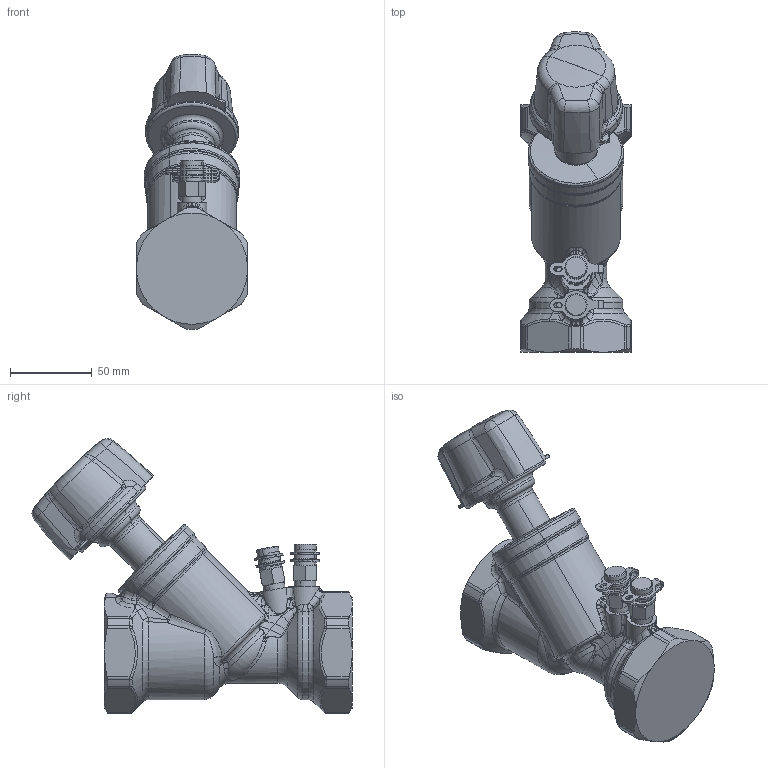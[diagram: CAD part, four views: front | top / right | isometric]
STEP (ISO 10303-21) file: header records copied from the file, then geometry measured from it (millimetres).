
FILE_DESCRIPTION(('CATIA V5 STEP Exchange'),'2;1');
FILE_NAME('STEP_130900_-_TST.stp','2017-06-08T09:07:00+00:00',('none'),('none'),'CATIA Version 5-6 Release 2014 SP5','CATIA V5 STEP AP203','none');
FILE_SCHEMA(('CONFIG_CONTROL_DESIGN'));
Products named in the file (1): 130900 PIENO
Bounding box: 67.75 x 195.86 x 168.35 mm (x, y, z)
Volume: 659967.3 mm3; surface area: 63494 mm2
Topology: 1 solids, 1 shells, 834 faces, 2023 edges, 1176 vertices
Faces by surface type: bspline 407, cylinder 154, cone 90, plane 82, torus 81, revolution 12, sphere 8
Entity records: 87869 total; most frequent: CARTESIAN_POINT 73118, ORIENTED_EDGE 3986, EDGE_CURVE 1993, DIRECTION 1288, B_SPLINE_CURVE_WITH_KNOTS 1265, VERTEX_POINT 1176, EDGE_LOOP 857, ADVANCED_FACE 834
